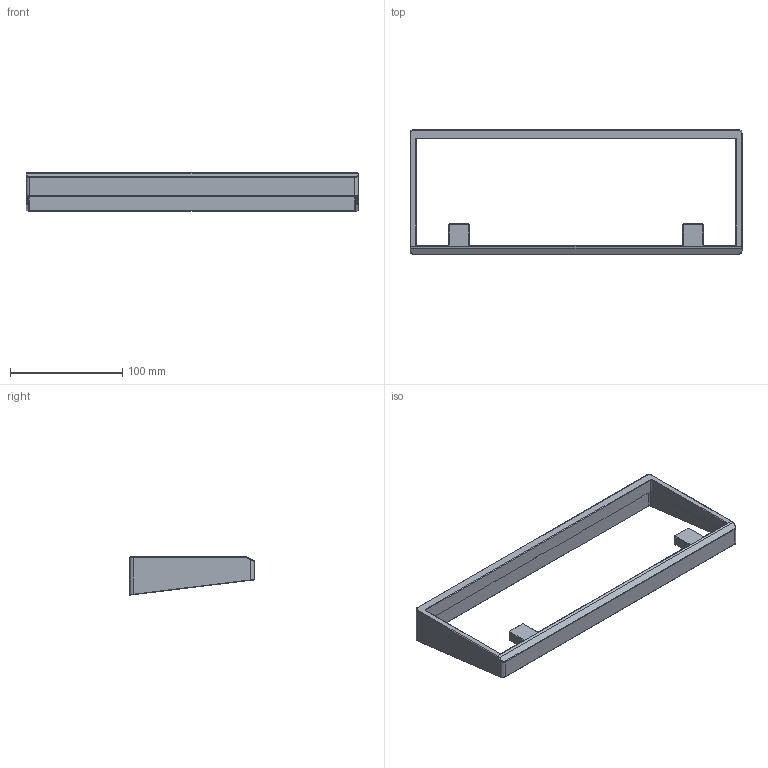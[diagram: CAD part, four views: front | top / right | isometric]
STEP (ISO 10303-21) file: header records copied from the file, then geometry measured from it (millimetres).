
FILE_DESCRIPTION(/* description */ (''),/* implementation_level */ '2;1');
FILE_NAME(/* name */ 'IDN60_TOP.step',/* time_stamp */ '2026-01-02T11:02:22+04:00',/* author */ (''),/* organization */ (''),/* preprocessor_version */ 'ST-DEVELOPER v20.1',/* originating_system */ 'Autodesk Translation Framework v14.21.0.0',/* authorisation */ '');
FILE_SCHEMA (('AUTOMOTIVE_DESIGN { 1 0 10303 214 3 1 1 }'));
Length unit declared in the file: millimetre
Products named in the file (1): FINALIDN60
Bounding box: 296.19 x 111.2 x 34.03 mm (x, y, z)
Volume: 96308.8 mm3; surface area: 56653.3 mm2
Topology: 1 solids, 1 shells, 447 faces, 1207 edges, 774 vertices
Faces by surface type: plane 338, cylinder 59, cone 32, bspline 14, torus 4
Full cylindrical faces by diameter (mm): 2.529 x8
Entity records: 14081 total; most frequent: CARTESIAN_POINT 2765, ORIENTED_EDGE 2414, DIRECTION 2215, EDGE_CURVE 1207, LINE 1035, VECTOR 1035, VERTEX_POINT 774, AXIS2_PLACEMENT_3D 590
